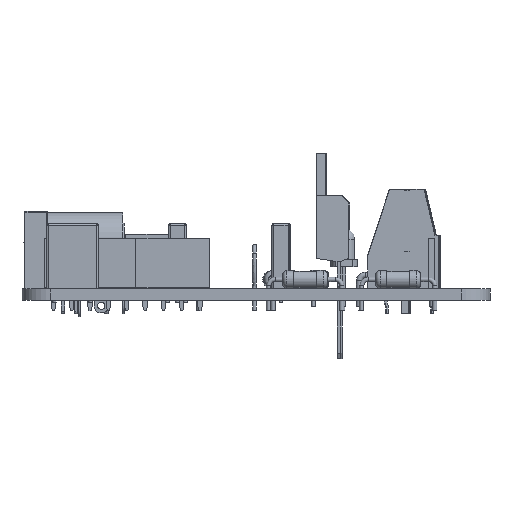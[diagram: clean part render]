
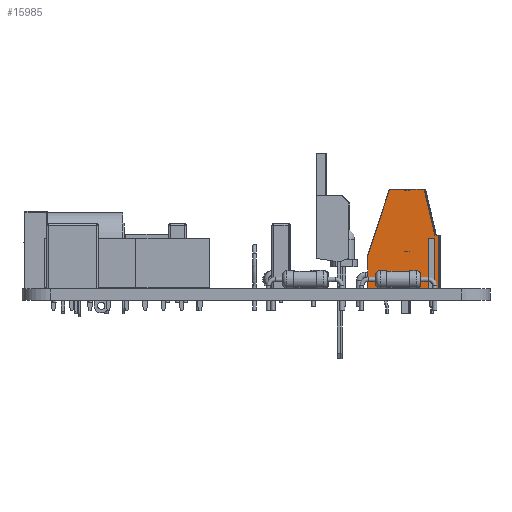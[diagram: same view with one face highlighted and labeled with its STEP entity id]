
A CAD part, left-side view. The second image highlights one B-rep face of the part: STEP entity #15985.
In plain terms, the highlighted planar face has unit normal (-1, 0, 0).
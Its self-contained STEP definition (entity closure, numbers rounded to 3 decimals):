
#15985 = ADVANCED_FACE('',(#15986),#16076,.F.);
#15986 = FACE_BOUND('',#15987,.F.);
#15987 = EDGE_LOOP('',(#15988,#15998,#16006,#16014,#16022,#16030,#16038,
    #16046,#16054,#16062,#16070));
#15988 = ORIENTED_EDGE('',*,*,#15989,.T.);
#15989 = EDGE_CURVE('',#15990,#15992,#15994,.T.);
#15990 = VERTEX_POINT('',#15991);
#15991 = CARTESIAN_POINT('',(-2.5,-2.6,13.8));
#15992 = VERTEX_POINT('',#15993);
#15993 = CARTESIAN_POINT('',(-2.5,-4.1,7.4));
#15994 = LINE('',#15995,#15996);
#15995 = CARTESIAN_POINT('',(-2.5,-2.6,13.8));
#15996 = VECTOR('',#15997,1.);
#15997 = DIRECTION('',(0.,-0.228,-0.974));
#15998 = ORIENTED_EDGE('',*,*,#15999,.T.);
#15999 = EDGE_CURVE('',#15992,#16000,#16002,.T.);
#16000 = VERTEX_POINT('',#16001);
#16001 = CARTESIAN_POINT('',(-2.5,-4.6,7.4));
#16002 = LINE('',#16003,#16004);
#16003 = CARTESIAN_POINT('',(-2.5,-4.1,7.4));
#16004 = VECTOR('',#16005,1.);
#16005 = DIRECTION('',(0.,-1.,0.));
#16006 = ORIENTED_EDGE('',*,*,#16007,.T.);
#16007 = EDGE_CURVE('',#16000,#16008,#16010,.T.);
#16008 = VERTEX_POINT('',#16009);
#16009 = CARTESIAN_POINT('',(-2.5,-4.6,0.));
#16010 = LINE('',#16011,#16012);
#16011 = CARTESIAN_POINT('',(-2.5,-4.6,13.8));
#16012 = VECTOR('',#16013,1.);
#16013 = DIRECTION('',(0.,0.,-1.));
#16014 = ORIENTED_EDGE('',*,*,#16015,.T.);
#16015 = EDGE_CURVE('',#16008,#16016,#16018,.T.);
#16016 = VERTEX_POINT('',#16017);
#16017 = CARTESIAN_POINT('',(-2.5,-3.83,0.));
#16018 = LINE('',#16019,#16020);
#16019 = CARTESIAN_POINT('',(-2.5,-4.6,0.));
#16020 = VECTOR('',#16021,1.);
#16021 = DIRECTION('',(0.,1.,0.));
#16022 = ORIENTED_EDGE('',*,*,#16023,.T.);
#16023 = EDGE_CURVE('',#16016,#16024,#16026,.T.);
#16024 = VERTEX_POINT('',#16025);
#16025 = CARTESIAN_POINT('',(-2.5,-3.83,7.));
#16026 = LINE('',#16027,#16028);
#16027 = CARTESIAN_POINT('',(-2.5,-3.83,0.));
#16028 = VECTOR('',#16029,1.);
#16029 = DIRECTION('',(0.,0.,1.));
#16030 = ORIENTED_EDGE('',*,*,#16031,.T.);
#16031 = EDGE_CURVE('',#16024,#16032,#16034,.T.);
#16032 = VERTEX_POINT('',#16033);
#16033 = CARTESIAN_POINT('',(-2.5,-3.37,7.));
#16034 = LINE('',#16035,#16036);
#16035 = CARTESIAN_POINT('',(-2.5,-3.83,7.));
#16036 = VECTOR('',#16037,1.);
#16037 = DIRECTION('',(0.,1.,0.));
#16038 = ORIENTED_EDGE('',*,*,#16039,.F.);
#16039 = EDGE_CURVE('',#16040,#16032,#16042,.T.);
#16040 = VERTEX_POINT('',#16041);
#16041 = CARTESIAN_POINT('',(-2.5,-3.37,0.));
#16042 = LINE('',#16043,#16044);
#16043 = CARTESIAN_POINT('',(-2.5,-3.37,0.));
#16044 = VECTOR('',#16045,1.);
#16045 = DIRECTION('',(0.,0.,1.));
#16046 = ORIENTED_EDGE('',*,*,#16047,.T.);
#16047 = EDGE_CURVE('',#16040,#16048,#16050,.T.);
#16048 = VERTEX_POINT('',#16049);
#16049 = CARTESIAN_POINT('',(-2.5,5.2,0.));
#16050 = LINE('',#16051,#16052);
#16051 = CARTESIAN_POINT('',(-2.5,-4.6,0.));
#16052 = VECTOR('',#16053,1.);
#16053 = DIRECTION('',(0.,1.,0.));
#16054 = ORIENTED_EDGE('',*,*,#16055,.T.);
#16055 = EDGE_CURVE('',#16048,#16056,#16058,.T.);
#16056 = VERTEX_POINT('',#16057);
#16057 = CARTESIAN_POINT('',(-2.5,5.2,4.57));
#16058 = LINE('',#16059,#16060);
#16059 = CARTESIAN_POINT('',(-2.5,5.2,0.));
#16060 = VECTOR('',#16061,1.);
#16061 = DIRECTION('',(0.,0.,1.));
#16062 = ORIENTED_EDGE('',*,*,#16063,.F.);
#16063 = EDGE_CURVE('',#16064,#16056,#16066,.T.);
#16064 = VERTEX_POINT('',#16065);
#16065 = CARTESIAN_POINT('',(-2.5,2.2,13.8));
#16066 = LINE('',#16067,#16068);
#16067 = CARTESIAN_POINT('',(-2.5,2.2,13.8));
#16068 = VECTOR('',#16069,1.);
#16069 = DIRECTION('',(0.,0.309,-0.951));
#16070 = ORIENTED_EDGE('',*,*,#16071,.T.);
#16071 = EDGE_CURVE('',#16064,#15990,#16072,.T.);
#16072 = LINE('',#16073,#16074);
#16073 = CARTESIAN_POINT('',(-2.5,5.2,13.8));
#16074 = VECTOR('',#16075,1.);
#16075 = DIRECTION('',(0.,-1.,0.));
#16076 = PLANE('',#16077);
#16077 = AXIS2_PLACEMENT_3D('',#16078,#16079,#16080);
#16078 = CARTESIAN_POINT('',(-2.5,0.3,6.9));
#16079 = DIRECTION('',(1.,0.,0.));
#16080 = DIRECTION('',(0.,0.,1.));
